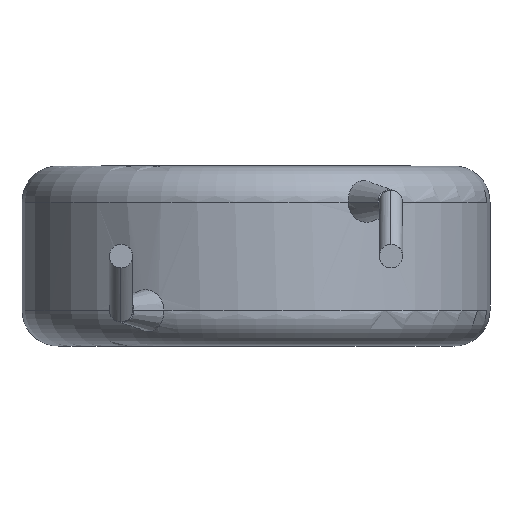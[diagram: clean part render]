
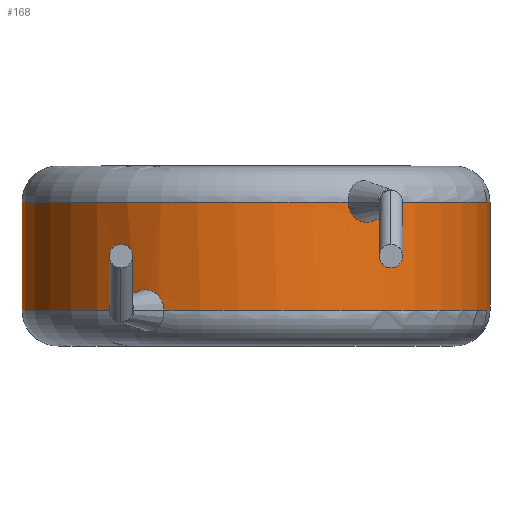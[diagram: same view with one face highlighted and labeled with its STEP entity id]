
A CAD part, front view. The second image highlights one B-rep face of the part: STEP entity #168.
In plain terms, the highlighted cylindrical face has radius 6.5 mm (diameter 13 mm), a partial arc.
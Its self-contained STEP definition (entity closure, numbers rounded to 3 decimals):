
#15 = CARTESIAN_POINT ( 'NONE',  ( -6.5, 0., 4. ) ) ;
#53 = CYLINDRICAL_SURFACE ( 'NONE', #927, 6.5 ) ;
#60 = CARTESIAN_POINT ( 'NONE',  ( -3.557, -5.44, 1. ) ) ;
#105 = CARTESIAN_POINT ( 'NONE',  ( 0., 0., 4. ) ) ;
#168 = ADVANCED_FACE ( 'NONE', ( #3112 ), #53, .T. ) ;
#211 = DIRECTION ( 'NONE',  ( 0., 0., 1. ) ) ;
#223 = CARTESIAN_POINT ( 'NONE',  ( 0., 0., 1. ) ) ;
#274 = LINE ( 'NONE', #2184, #1687 ) ;
#309 = CARTESIAN_POINT ( 'NONE',  ( 3.557, -5.44, 4. ) ) ;
#337 = CARTESIAN_POINT ( 'NONE',  ( 2.559, -5.975, 4. ) ) ;
#443 = EDGE_CURVE ( 'NONE', #934, #2824, #3586, .T. ) ;
#637 = CARTESIAN_POINT ( 'NONE',  ( 2.616, -5.951, 3.705 ) ) ;
#653 = EDGE_CURVE ( 'NONE', #934, #1047, #274, .T. ) ;
#759 = DIRECTION ( 'NONE',  ( 0., 0., -1. ) ) ;
#790 = VERTEX_POINT ( 'NONE', #2808 ) ;
#890 = VERTEX_POINT ( 'NONE', #15 ) ;
#927 = AXIS2_PLACEMENT_3D ( 'NONE', #1719, #3023, #2415 ) ;
#934 = VERTEX_POINT ( 'NONE', #2540 ) ;
#940 = CARTESIAN_POINT ( 'NONE',  ( 3.557, -5.44, 4. ) ) ;
#947 = ORIENTED_EDGE ( 'NONE', *, *, #4068, .F. ) ;
#949 = AXIS2_PLACEMENT_3D ( 'NONE', #223, #211, #3604 ) ;
#997 = DIRECTION ( 'NONE',  ( 0., 0., -1. ) ) ;
#1029 = DIRECTION ( 'NONE',  ( 0., 0., -1. ) ) ;
#1047 = VERTEX_POINT ( 'NONE', #1617 ) ;
#1076 = EDGE_CURVE ( 'NONE', #890, #790, #3196, .T. ) ;
#1101 = DIRECTION ( 'NONE',  ( 1., 0., 0. ) ) ;
#1103 = B_SPLINE_CURVE_WITH_KNOTS ( 'NONE', 3,
 ( #337, #2574, #637, #2598, #1319, #3557, #4199, #2889, #3228, #309 ),
 .UNSPECIFIED., .F., .F.,
 ( 4, 2, 2, 2, 4 ),
 ( 0., 0., 0.001, 0.001, 0.002 ),
 .UNSPECIFIED. ) ;
#1218 = CARTESIAN_POINT ( 'NONE',  ( -2.939, -5.799, 1.562 ) ) ;
#1234 = CARTESIAN_POINT ( 'NONE',  ( -2.807, -5.864, 1.502 ) ) ;
#1240 = EDGE_CURVE ( 'NONE', #3003, #890, #1729, .T. ) ;
#1319 = CARTESIAN_POINT ( 'NONE',  ( 2.939, -5.799, 3.438 ) ) ;
#1441 = VERTEX_POINT ( 'NONE', #4212 ) ;
#1464 = CARTESIAN_POINT ( 'NONE',  ( -2.559, -5.975, 1. ) ) ;
#1472 = CIRCLE ( 'NONE', #2216, 6.5 ) ;
#1558 = CARTESIAN_POINT ( 'NONE',  ( -3.506, -5.474, 1.294 ) ) ;
#1562 = EDGE_CURVE ( 'NONE', #3003, #2824, #1103, .T. ) ;
#1582 = EDGE_CURVE ( 'NONE', #790, #2273, #1472, .T. ) ;
#1617 = CARTESIAN_POINT ( 'NONE',  ( 6.5, 0., 1. ) ) ;
#1687 = VECTOR ( 'NONE', #3628, 1000. ) ;
#1711 = CARTESIAN_POINT ( 'NONE',  ( -2.616, -5.951, 1.295 ) ) ;
#1719 = CARTESIAN_POINT ( 'NONE',  ( 0., 0., 5. ) ) ;
#1729 = CIRCLE ( 'NONE', #2612, 6.5 ) ;
#1737 = ORIENTED_EDGE ( 'NONE', *, *, #1582, .T. ) ;
#1962 = ORIENTED_EDGE ( 'NONE', *, *, #1240, .T. ) ;
#1997 = DIRECTION ( 'NONE',  ( 1., 0., 0. ) ) ;
#2036 = DIRECTION ( 'NONE',  ( 1., 0., 0. ) ) ;
#2043 = ORIENTED_EDGE ( 'NONE', *, *, #1562, .F. ) ;
#2046 = ORIENTED_EDGE ( 'NONE', *, *, #3455, .T. ) ;
#2184 = CARTESIAN_POINT ( 'NONE',  ( 6.5, 0., 5. ) ) ;
#2189 = CARTESIAN_POINT ( 'NONE',  ( -3.199, -5.66, 1.562 ) ) ;
#2216 = AXIS2_PLACEMENT_3D ( 'NONE', #3329, #3974, #2036 ) ;
#2265 = CIRCLE ( 'NONE', #949, 6.5 ) ;
#2273 = VERTEX_POINT ( 'NONE', #60 ) ;
#2294 = AXIS2_PLACEMENT_3D ( 'NONE', #2970, #1029, #1997 ) ;
#2305 = CARTESIAN_POINT ( 'NONE',  ( -3.557, -5.44, 1.149 ) ) ;
#2332 = ORIENTED_EDGE ( 'NONE', *, *, #1076, .T. ) ;
#2415 = DIRECTION ( 'NONE',  ( -1., 0., 0. ) ) ;
#2540 = CARTESIAN_POINT ( 'NONE',  ( 6.5, 0., 4. ) ) ;
#2574 = CARTESIAN_POINT ( 'NONE',  ( 2.559, -5.975, 3.851 ) ) ;
#2586 = B_SPLINE_CURVE_WITH_KNOTS ( 'NONE', 3,
 ( #1464, #2783, #1711, #1234, #1218, #2189, #3445, #1558, #2305, #2963 ),
 .UNSPECIFIED., .F., .F.,
 ( 4, 2, 2, 2, 4 ),
 ( 0., 0., 0.001, 0.001, 0.002 ),
 .UNSPECIFIED. ) ;
#2598 = CARTESIAN_POINT ( 'NONE',  ( 2.807, -5.864, 3.498 ) ) ;
#2612 = AXIS2_PLACEMENT_3D ( 'NONE', #105, #759, #1101 ) ;
#2652 = CARTESIAN_POINT ( 'NONE',  ( 2.559, -5.975, 4. ) ) ;
#2783 = CARTESIAN_POINT ( 'NONE',  ( -2.559, -5.975, 1.149 ) ) ;
#2787 = VECTOR ( 'NONE', #997, 1000. ) ;
#2808 = CARTESIAN_POINT ( 'NONE',  ( -6.5, 0., 1. ) ) ;
#2824 = VERTEX_POINT ( 'NONE', #940 ) ;
#2873 = EDGE_LOOP ( 'NONE', ( #2955, #3978, #2043, #1962, #2332, #1737, #947, #2046 ) ) ;
#2889 = CARTESIAN_POINT ( 'NONE',  ( 3.506, -5.474, 3.706 ) ) ;
#2955 = ORIENTED_EDGE ( 'NONE', *, *, #653, .F. ) ;
#2963 = CARTESIAN_POINT ( 'NONE',  ( -3.557, -5.44, 1. ) ) ;
#2970 = CARTESIAN_POINT ( 'NONE',  ( 0., 0., 4. ) ) ;
#3003 = VERTEX_POINT ( 'NONE', #2652 ) ;
#3023 = DIRECTION ( 'NONE',  ( 0., 0., -1. ) ) ;
#3112 = FACE_OUTER_BOUND ( 'NONE', #2873, .T. ) ;
#3196 = LINE ( 'NONE', #3933, #2787 ) ;
#3228 = CARTESIAN_POINT ( 'NONE',  ( 3.557, -5.44, 3.851 ) ) ;
#3329 = CARTESIAN_POINT ( 'NONE',  ( 0., 0., 1. ) ) ;
#3445 = CARTESIAN_POINT ( 'NONE',  ( -3.326, -5.586, 1.503 ) ) ;
#3455 = EDGE_CURVE ( 'NONE', #1441, #1047, #2265, .T. ) ;
#3557 = CARTESIAN_POINT ( 'NONE',  ( 3.199, -5.66, 3.438 ) ) ;
#3586 = CIRCLE ( 'NONE', #2294, 6.5 ) ;
#3604 = DIRECTION ( 'NONE',  ( 1., 0., 0. ) ) ;
#3628 = DIRECTION ( 'NONE',  ( 0., 0., -1. ) ) ;
#3933 = CARTESIAN_POINT ( 'NONE',  ( -6.5, 0., 5. ) ) ;
#3974 = DIRECTION ( 'NONE',  ( 0., 0., 1. ) ) ;
#3978 = ORIENTED_EDGE ( 'NONE', *, *, #443, .T. ) ;
#4068 = EDGE_CURVE ( 'NONE', #1441, #2273, #2586, .T. ) ;
#4199 = CARTESIAN_POINT ( 'NONE',  ( 3.326, -5.586, 3.497 ) ) ;
#4212 = CARTESIAN_POINT ( 'NONE',  ( -2.559, -5.975, 1. ) ) ;
